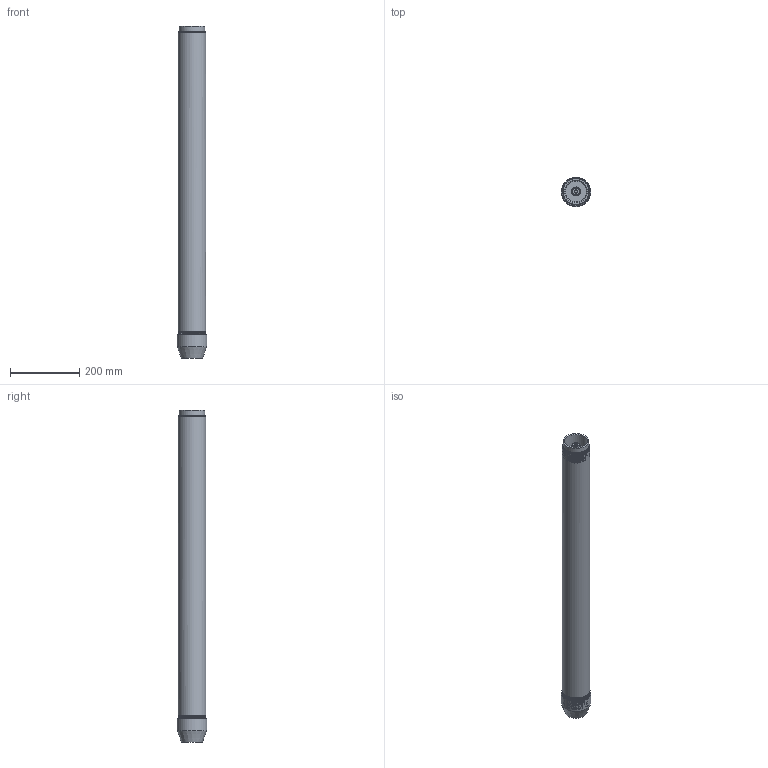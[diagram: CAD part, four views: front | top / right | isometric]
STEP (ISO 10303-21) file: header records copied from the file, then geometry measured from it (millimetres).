
FILE_DESCRIPTION(/* description */ (''),/* implementation_level */ '2;1');
FILE_NAME(/* name */ 'T800.step',/* time_stamp */ '2024-02-14T11:56:48+01:00',/* author */ (''),/* organization */ (''),/* preprocessor_version */ 'ST-DEVELOPER v20',/* originating_system */ 'Autodesk Translation Framework v12.20.1.177',/* authorisation */ '');
FILE_SCHEMA (('AUTOMOTIVE_DESIGN { 1 0 10303 214 3 1 1 }'));
Length unit declared in the file: millimetre
Products named in the file (17): T800; Casing; Nozzle cap; Nozzle; Graphite; Component2; Liner; Grain; Grain_1; Grain_2; Grain_3; Grain_4; Grain_5; Casting tube; Fuel grain; Top closure; Liner cap
Assembly tree (26 placements, depth 4):
  T800
    Casing
    Nozzle cap
      Nozzle
        Graphite
        Component2
    Liner
    Grain
      Casting tube
      Fuel grain
    Grain_1
      Casting tube
      Fuel grain
    Grain_2
      Casting tube
      Fuel grain
    Grain_3
      Casting tube
      Fuel grain
    Grain_4
      Casting tube
      Fuel grain
    Grain_5
      Casting tube
      Fuel grain
    Top closure
    Liner cap
Bounding box: 85 x 85 x 957.71 mm (x, y, z)
Volume: 3725854.3 mm3; surface area: 1574276.9 mm2
Topology: 19 solids, 19 shells, 300 faces, 727 edges, 482 vertices
Faces by surface type: cylinder 223, plane 59, bspline 10, cone 8
Full cylindrical faces by diameter (mm): 8.526 x11, 10.198 x12, 20 x1, 24 x1, 30 x6, 40 x2, 46 x1, 50 x1, 54 x1, 62.8 x1, 66 x1, 66.8 x2, 68 x12, 70 x9, 73.524 x14, 74 x7, 74.022 x14, 75.822 x14, 76.262 x14, 77.524 x19, 78.526 x19, 79.822 x20, 80.214 x19, 85 x1
Entity records: 28630 total; most frequent: CARTESIAN_POINT 22444, ORIENTED_EDGE 1334, DIRECTION 968, EDGE_CURVE 667, VERTEX_POINT 442, AXIS2_PLACEMENT_3D 383, B_SPLINE_CURVE_WITH_KNOTS 376, EDGE_LOOP 291
